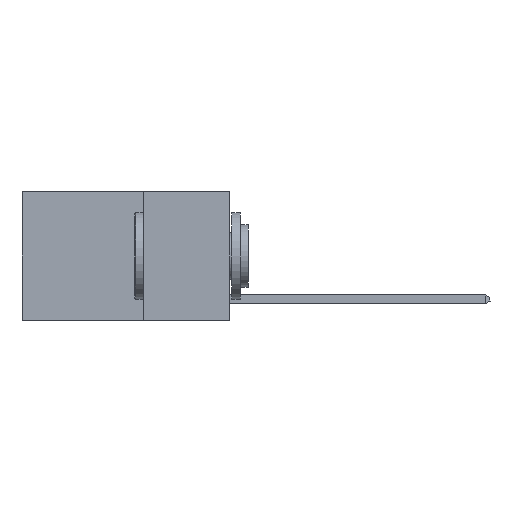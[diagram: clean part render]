
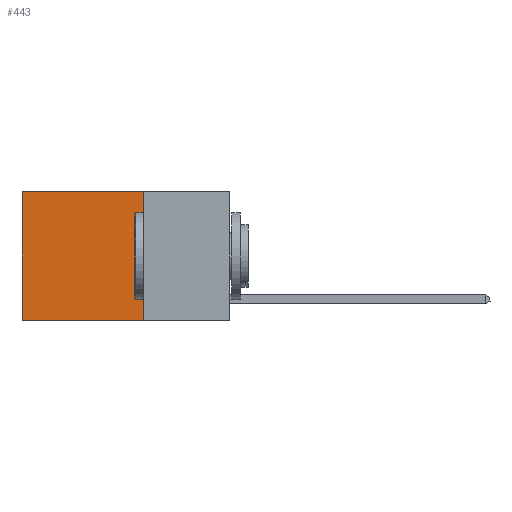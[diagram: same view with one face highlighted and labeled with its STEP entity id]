
A CAD part, left-side view. The second image highlights one B-rep face of the part: STEP entity #443.
In plain terms, the highlighted planar face has unit normal (-1, 0, 0).
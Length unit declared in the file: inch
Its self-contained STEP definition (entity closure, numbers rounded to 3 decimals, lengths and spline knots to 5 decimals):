
#226 = AXIS2_PLACEMENT_3D ( 'NONE', #5617, #228, #9788 ) ;
#228 = DIRECTION ( 'NONE',  ( 1., 0., 0. ) ) ;
#443 = ADVANCED_FACE ( 'NONE', ( #1204 ), #8412, .F. ) ;
#1204 = FACE_OUTER_BOUND ( 'NONE', #12512, .T. ) ;
#2327 = DIRECTION ( 'NONE',  ( 0., 0., -1. ) ) ;
#5042 = DIRECTION ( 'NONE',  ( 0., 0., -1. ) ) ;
#5558 = VERTEX_POINT ( 'NONE', #7345 ) ;
#5617 = CARTESIAN_POINT ( 'NONE',  ( 0.2625, 0.25, 0. ) ) ;
#5960 = VECTOR ( 'NONE', #5042, 39.37008 ) ;
#6128 = ORIENTED_EDGE ( 'NONE', *, *, #7283, .F. ) ;
#6349 = CARTESIAN_POINT ( 'NONE',  ( 0.2625, 0.6, 0. ) ) ;
#7076 = VERTEX_POINT ( 'NONE', #14057 ) ;
#7283 = EDGE_CURVE ( 'NONE', #7076, #14464, #12065, .T. ) ;
#7284 = VECTOR ( 'NONE', #10419, 39.37008 ) ;
#7345 = CARTESIAN_POINT ( 'NONE',  ( 0.2625, 0.6, 0. ) ) ;
#7556 = CARTESIAN_POINT ( 'NONE',  ( 0.2625, 0.6, -0.37 ) ) ;
#8412 = PLANE ( 'NONE',  #226 ) ;
#9066 = CARTESIAN_POINT ( 'NONE',  ( 0.2625, 0.25, -0.37 ) ) ;
#9099 = EDGE_CURVE ( 'NONE', #9150, #5558, #11332, .T. ) ;
#9150 = VERTEX_POINT ( 'NONE', #9760 ) ;
#9760 = CARTESIAN_POINT ( 'NONE',  ( 0.2625, 0.25, 0. ) ) ;
#9788 = DIRECTION ( 'NONE',  ( 0., 0., -1. ) ) ;
#10419 = DIRECTION ( 'NONE',  ( 0., 1., 0. ) ) ;
#10537 = DIRECTION ( 'NONE',  ( 0., 1., 0. ) ) ;
#11332 = LINE ( 'NONE', #11987, #7284 ) ;
#11973 = ORIENTED_EDGE ( 'NONE', *, *, #12260, .F. ) ;
#11987 = CARTESIAN_POINT ( 'NONE',  ( 0.2625, 0.25, 0. ) ) ;
#12065 = LINE ( 'NONE', #9066, #12296 ) ;
#12260 = EDGE_CURVE ( 'NONE', #9150, #7076, #16033, .T. ) ;
#12296 = VECTOR ( 'NONE', #10537, 39.37008 ) ;
#12512 = EDGE_LOOP ( 'NONE', ( #16988, #6128, #11973, #12747 ) ) ;
#12747 = ORIENTED_EDGE ( 'NONE', *, *, #9099, .T. ) ;
#13411 = LINE ( 'NONE', #6349, #5960 ) ;
#13503 = VECTOR ( 'NONE', #2327, 39.37008 ) ;
#14057 = CARTESIAN_POINT ( 'NONE',  ( 0.2625, 0.25, -0.37 ) ) ;
#14273 = CARTESIAN_POINT ( 'NONE',  ( 0.2625, 0.25, 0. ) ) ;
#14464 = VERTEX_POINT ( 'NONE', #7556 ) ;
#15157 = EDGE_CURVE ( 'NONE', #5558, #14464, #13411, .T. ) ;
#16033 = LINE ( 'NONE', #14273, #13503 ) ;
#16988 = ORIENTED_EDGE ( 'NONE', *, *, #15157, .T. ) ;
